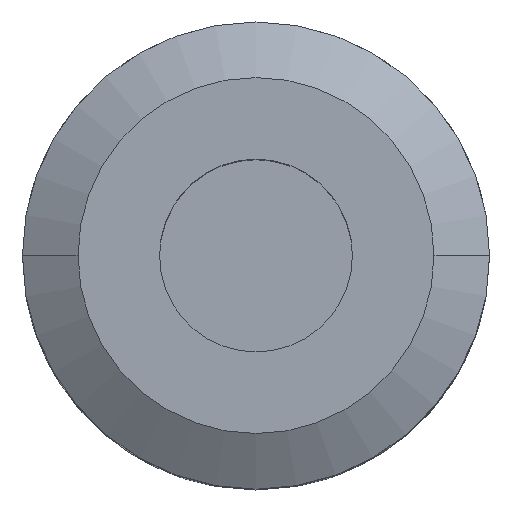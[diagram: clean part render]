
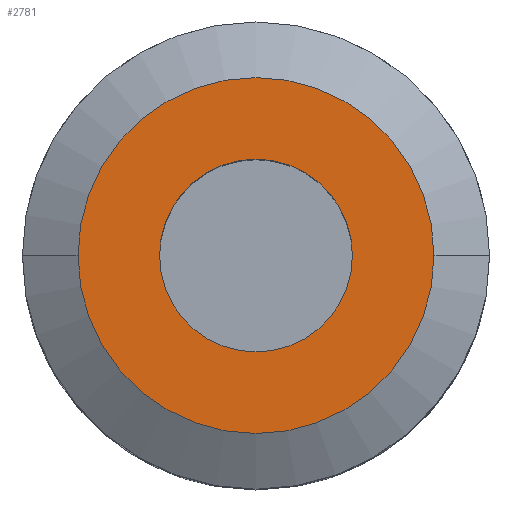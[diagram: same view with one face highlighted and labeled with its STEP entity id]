
A CAD part, top view. The second image highlights one B-rep face of the part: STEP entity #2781.
In plain terms, the highlighted planar face has unit normal (0, 0, 1).
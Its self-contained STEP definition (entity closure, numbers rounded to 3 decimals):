
#6 = CARTESIAN_POINT ( 'NONE',  ( 13., 0., 65. ) ) ;
#36 = ORIENTED_EDGE ( 'NONE', *, *, #1506, .F. ) ;
#171 = DIRECTION ( 'NONE',  ( 0., 0., -1. ) ) ;
#186 = CARTESIAN_POINT ( 'NONE',  ( 0., 0., 65. ) ) ;
#636 = DIRECTION ( 'NONE',  ( 0., 0., 1. ) ) ;
#652 = VERTEX_POINT ( 'NONE', #6 ) ;
#667 = DIRECTION ( 'NONE',  ( -1., 0., 0. ) ) ;
#711 = DIRECTION ( 'NONE',  ( 0., 0., -1. ) ) ;
#716 = CIRCLE ( 'NONE', #3177, 13. ) ;
#719 = ORIENTED_EDGE ( 'NONE', *, *, #3290, .T. ) ;
#741 = CARTESIAN_POINT ( 'NONE',  ( 0., 0., 65. ) ) ;
#872 = EDGE_CURVE ( 'NONE', #996, #2513, #4095, .T. ) ;
#996 = VERTEX_POINT ( 'NONE', #4737 ) ;
#1067 = CARTESIAN_POINT ( 'NONE',  ( 0., 0., 65. ) ) ;
#1168 = EDGE_CURVE ( 'NONE', #652, #2690, #4493, .T. ) ;
#1193 = AXIS2_PLACEMENT_3D ( 'NONE', #2492, #636, #3321 ) ;
#1277 = CIRCLE ( 'NONE', #1679, 24. ) ;
#1293 = DIRECTION ( 'NONE',  ( 0., 0., -1. ) ) ;
#1446 = DIRECTION ( 'NONE',  ( -1., 0., 0. ) ) ;
#1487 = FACE_OUTER_BOUND ( 'NONE', #4298, .T. ) ;
#1506 = EDGE_CURVE ( 'NONE', #2513, #996, #1277, .T. ) ;
#1534 = ORIENTED_EDGE ( 'NONE', *, *, #872, .F. ) ;
#1638 = DIRECTION ( 'NONE',  ( -1., 0., 0. ) ) ;
#1679 = AXIS2_PLACEMENT_3D ( 'NONE', #3605, #1293, #4009 ) ;
#1848 = ORIENTED_EDGE ( 'NONE', *, *, #1168, .T. ) ;
#2018 = AXIS2_PLACEMENT_3D ( 'NONE', #186, #171, #1638 ) ;
#2099 = PLANE ( 'NONE',  #1193 ) ;
#2338 = CARTESIAN_POINT ( 'NONE',  ( -24., 0., 65. ) ) ;
#2411 = FACE_BOUND ( 'NONE', #2938, .T. ) ;
#2492 = CARTESIAN_POINT ( 'NONE',  ( 0., 24., 65. ) ) ;
#2513 = VERTEX_POINT ( 'NONE', #2338 ) ;
#2562 = AXIS2_PLACEMENT_3D ( 'NONE', #741, #711, #667 ) ;
#2690 = VERTEX_POINT ( 'NONE', #4424 ) ;
#2781 = ADVANCED_FACE ( 'NONE', ( #2411, #1487 ), #2099, .T. ) ;
#2938 = EDGE_LOOP ( 'NONE', ( #719, #1848 ) ) ;
#3177 = AXIS2_PLACEMENT_3D ( 'NONE', #1067, #3768, #1446 ) ;
#3290 = EDGE_CURVE ( 'NONE', #2690, #652, #716, .T. ) ;
#3321 = DIRECTION ( 'NONE',  ( 1., 0., 0. ) ) ;
#3605 = CARTESIAN_POINT ( 'NONE',  ( 0., 0., 65. ) ) ;
#3768 = DIRECTION ( 'NONE',  ( 0., 0., -1. ) ) ;
#4009 = DIRECTION ( 'NONE',  ( -1., 0., 0. ) ) ;
#4095 = CIRCLE ( 'NONE', #2018, 24. ) ;
#4298 = EDGE_LOOP ( 'NONE', ( #36, #1534 ) ) ;
#4424 = CARTESIAN_POINT ( 'NONE',  ( -13., 0., 65. ) ) ;
#4493 = CIRCLE ( 'NONE', #2562, 13. ) ;
#4737 = CARTESIAN_POINT ( 'NONE',  ( 24., 0., 65. ) ) ;
